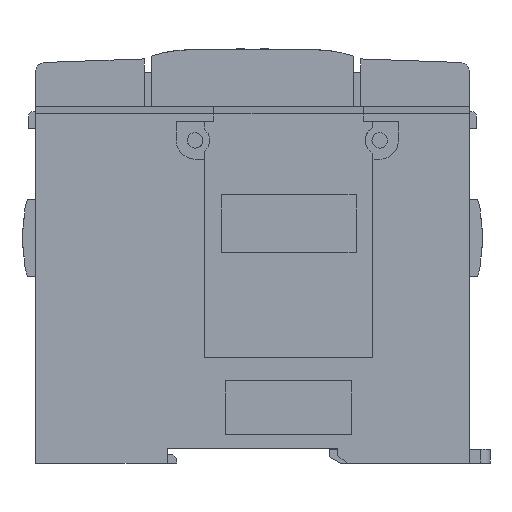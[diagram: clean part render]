
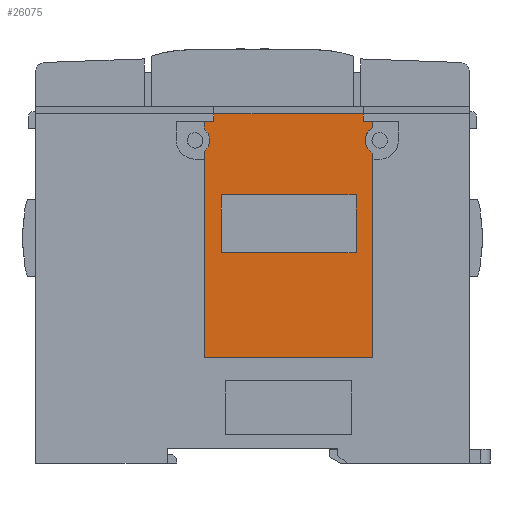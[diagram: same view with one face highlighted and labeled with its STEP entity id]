
A CAD part, left-side view. The second image highlights one B-rep face of the part: STEP entity #26075.
In plain terms, the highlighted free-form (B-spline) face has degree [1, 1] with [2, 2] control points.
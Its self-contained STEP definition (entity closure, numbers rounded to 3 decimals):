
#25408 = VERTEX_POINT('',#25409);
#25409 = CARTESIAN_POINT('',(-90.608,13.94,
    98.832));
#25416 = VERTEX_POINT('',#25417);
#25417 = CARTESIAN_POINT('',(-90.608,13.94,
    96.632));
#25422 = EDGE_CURVE('',#25408,#25416,#25423,.T.);
#25423 = B_SPLINE_CURVE_WITH_KNOTS('',1,(#25424,#25425),.UNSPECIFIED.,
  .F.,.F.,(2,2),(0.,1.),.PIECEWISE_BEZIER_KNOTS.);
#25424 = CARTESIAN_POINT('',(-90.608,13.94,
    98.832));
#25425 = CARTESIAN_POINT('',(-90.608,13.94,
    96.632));
#25438 = VERTEX_POINT('',#25439);
#25439 = CARTESIAN_POINT('',(-90.608,13.94,
    90.159));
#25444 = EDGE_CURVE('',#25416,#25438,#25445,.T.);
#25445 = ( BOUNDED_CURVE() B_SPLINE_CURVE(2,(#25446,#25447,#25448),
.UNSPECIFIED.,.F.,.F.) B_SPLINE_CURVE_WITH_KNOTS((3,3),(0.,
2.933),.PIECEWISE_BEZIER_KNOTS.) CURVE() 
GEOMETRIC_REPRESENTATION_ITEM() RATIONAL_B_SPLINE_CURVE((1.,
0.633,1.)) REPRESENTATION_ITEM('') );
#25446 = CARTESIAN_POINT('',(-90.608,13.94,
    96.632));
#25447 = CARTESIAN_POINT('',(-90.608,9.985,
    93.395));
#25448 = CARTESIAN_POINT('',(-90.608,13.94,
    90.159));
#25460 = EDGE_CURVE('',#25461,#25438,#25463,.T.);
#25461 = VERTEX_POINT('',#25462);
#25462 = CARTESIAN_POINT('',(-90.608,13.94,
    30.667));
#25463 = B_SPLINE_CURVE_WITH_KNOTS('',1,(#25464,#25465),.UNSPECIFIED.,
  .F.,.F.,(2,2),(0.,1.),.PIECEWISE_BEZIER_KNOTS.);
#25464 = CARTESIAN_POINT('',(-90.608,13.94,
    30.667));
#25465 = CARTESIAN_POINT('',(-90.608,13.94,
    90.159));
#25548 = VERTEX_POINT('',#25549);
#25549 = CARTESIAN_POINT('',(-90.608,-29.97,
    77.644));
#25556 = EDGE_CURVE('',#25557,#25548,#25559,.T.);
#25557 = VERTEX_POINT('',#25558);
#25558 = CARTESIAN_POINT('',(-90.608,9.061,
    77.644));
#25559 = B_SPLINE_CURVE_WITH_KNOTS('',1,(#25560,#25561),.UNSPECIFIED.,
  .F.,.F.,(2,2),(0.,2.8),.PIECEWISE_BEZIER_KNOTS.);
#25560 = CARTESIAN_POINT('',(-90.608,9.061,
    77.644));
#25561 = CARTESIAN_POINT('',(-90.608,-29.97,
    77.644));
#25586 = VERTEX_POINT('',#25587);
#25587 = CARTESIAN_POINT('',(-90.608,9.061,
    60.916));
#25592 = EDGE_CURVE('',#25593,#25586,#25595,.T.);
#25593 = VERTEX_POINT('',#25594);
#25594 = CARTESIAN_POINT('',(-90.608,-29.97,
    60.916));
#25595 = B_SPLINE_CURVE_WITH_KNOTS('',1,(#25596,#25597),.UNSPECIFIED.,
  .F.,.F.,(2,2),(0.,2.8),.PIECEWISE_BEZIER_KNOTS.);
#25596 = CARTESIAN_POINT('',(-90.608,-29.97,
    60.916));
#25597 = CARTESIAN_POINT('',(-90.608,9.061,
    60.916));
#25696 = EDGE_CURVE('',#25548,#25593,#25697,.T.);
#25697 = B_SPLINE_CURVE_WITH_KNOTS('',1,(#25698,#25699),.UNSPECIFIED.,
  .F.,.F.,(2,2),(0.,1.2),.PIECEWISE_BEZIER_KNOTS.);
#25698 = CARTESIAN_POINT('',(-90.608,-29.97,
    77.644));
#25699 = CARTESIAN_POINT('',(-90.608,-29.97,
    60.916));
#25760 = EDGE_CURVE('',#25586,#25557,#25761,.T.);
#25761 = B_SPLINE_CURVE_WITH_KNOTS('',1,(#25762,#25763),.UNSPECIFIED.,
  .F.,.F.,(2,2),(0.,1.2),.PIECEWISE_BEZIER_KNOTS.);
#25762 = CARTESIAN_POINT('',(-90.608,9.061,
    60.916));
#25763 = CARTESIAN_POINT('',(-90.608,9.061,
    77.644));
#25813 = VERTEX_POINT('',#25814);
#25814 = CARTESIAN_POINT('',(-90.608,-34.849,
    30.667));
#25819 = EDGE_CURVE('',#25813,#25461,#25820,.T.);
#25820 = B_SPLINE_CURVE_WITH_KNOTS('',1,(#25821,#25822),.UNSPECIFIED.,
  .F.,.F.,(2,2),(0.,6.034),.PIECEWISE_BEZIER_KNOTS.);
#25821 = CARTESIAN_POINT('',(-90.608,-34.849,
    30.667));
#25822 = CARTESIAN_POINT('',(-90.608,13.94,
    30.667));
#25835 = EDGE_CURVE('',#25836,#25813,#25838,.T.);
#25836 = VERTEX_POINT('',#25837);
#25837 = CARTESIAN_POINT('',(-90.608,-34.849,
    89.697));
#25838 = B_SPLINE_CURVE_WITH_KNOTS('',1,(#25839,#25840),.UNSPECIFIED.,
  .F.,.F.,(2,2),(0.,1.),.PIECEWISE_BEZIER_KNOTS.);
#25839 = CARTESIAN_POINT('',(-90.608,-34.849,
    89.697));
#25840 = CARTESIAN_POINT('',(-90.608,-34.849,
    30.667));
#25863 = VERTEX_POINT('',#25864);
#25864 = CARTESIAN_POINT('',(-90.608,-34.849,
    97.094));
#25869 = EDGE_CURVE('',#25836,#25863,#25870,.T.);
#25870 = ( BOUNDED_CURVE() B_SPLINE_CURVE(2,(#25871,#25872,#25873,#25874
,#25875),.UNSPECIFIED.,.F.,.F.) B_SPLINE_CURVE_WITH_KNOTS((3,2,3),(0.,
1.447,2.895),.PIECEWISE_BEZIER_KNOTS.) CURVE() 
GEOMETRIC_REPRESENTATION_ITEM() RATIONAL_B_SPLINE_CURVE((1.,
0.856,1.,0.856,1.)) REPRESENTATION_ITEM('') );
#25871 = CARTESIAN_POINT('',(-90.608,-34.849,
    89.697));
#25872 = CARTESIAN_POINT('',(-90.608,-32.619,
    90.874));
#25873 = CARTESIAN_POINT('',(-90.608,-32.619,
    93.395));
#25874 = CARTESIAN_POINT('',(-90.608,-32.619,
    95.917));
#25875 = CARTESIAN_POINT('',(-90.608,-34.849,
    97.094));
#25894 = VERTEX_POINT('',#25895);
#25895 = CARTESIAN_POINT('',(-90.608,-34.849,
    98.832));
#25900 = EDGE_CURVE('',#25863,#25894,#25901,.T.);
#25901 = B_SPLINE_CURVE_WITH_KNOTS('',1,(#25902,#25903),.UNSPECIFIED.,
  .F.,.F.,(2,2),(0.,1.),.PIECEWISE_BEZIER_KNOTS.);
#25902 = CARTESIAN_POINT('',(-90.608,-34.849,
    97.094));
#25903 = CARTESIAN_POINT('',(-90.608,-34.849,
    98.832));
#25923 = VERTEX_POINT('',#25924);
#25924 = CARTESIAN_POINT('',(-90.608,-32.061,
    98.832));
#25929 = EDGE_CURVE('',#25923,#25894,#25930,.T.);
#25930 = B_SPLINE_CURVE_WITH_KNOTS('',1,(#25931,#25932),.UNSPECIFIED.,
  .F.,.F.,(2,2),(0.,0.345),.PIECEWISE_BEZIER_KNOTS.);
#25931 = CARTESIAN_POINT('',(-90.608,-32.061,
    98.832));
#25932 = CARTESIAN_POINT('',(-90.608,-34.849,
    98.832));
#26059 = EDGE_CURVE('',#26060,#25408,#26062,.T.);
#26060 = VERTEX_POINT('',#26061);
#26061 = CARTESIAN_POINT('',(-90.608,11.152,
    98.832));
#26062 = B_SPLINE_CURVE_WITH_KNOTS('',1,(#26063,#26064),.UNSPECIFIED.,
  .F.,.F.,(2,2),(0.,0.345),.PIECEWISE_BEZIER_KNOTS.);
#26063 = CARTESIAN_POINT('',(-90.608,11.152,
    98.832));
#26064 = CARTESIAN_POINT('',(-90.608,13.94,
    98.832));
#26075 = ADVANCED_FACE('',(#26076,#26106),#26112,.T.);
#26076 = FACE_BOUND('',#26077,.T.);
#26077 = EDGE_LOOP('',(#26078,#26087,#26092,#26093,#26094,#26095,#26096,
    #26097,#26098,#26099,#26100,#26101));
#26078 = ORIENTED_EDGE('',*,*,#26079,.T.);
#26079 = EDGE_CURVE('',#26080,#26082,#26084,.T.);
#26080 = VERTEX_POINT('',#26081);
#26081 = CARTESIAN_POINT('',(-90.608,-32.061,
    101.062));
#26082 = VERTEX_POINT('',#26083);
#26083 = CARTESIAN_POINT('',(-90.608,11.152,
    101.062));
#26084 = B_SPLINE_CURVE_WITH_KNOTS('',1,(#26085,#26086),.UNSPECIFIED.,
  .F.,.F.,(2,2),(0.,20.667),.PIECEWISE_BEZIER_KNOTS.);
#26085 = CARTESIAN_POINT('',(-90.608,-32.061,
    101.062));
#26086 = CARTESIAN_POINT('',(-90.608,11.152,
    101.062));
#26087 = ORIENTED_EDGE('',*,*,#26088,.T.);
#26088 = EDGE_CURVE('',#26082,#26060,#26089,.T.);
#26089 = B_SPLINE_CURVE_WITH_KNOTS('',1,(#26090,#26091),.UNSPECIFIED.,
  .F.,.F.,(2,2),(0.484,1.),.PIECEWISE_BEZIER_KNOTS.);
#26090 = CARTESIAN_POINT('',(-90.608,11.152,
    101.062));
#26091 = CARTESIAN_POINT('',(-90.608,11.152,
    98.832));
#26092 = ORIENTED_EDGE('',*,*,#26059,.T.);
#26093 = ORIENTED_EDGE('',*,*,#25422,.T.);
#26094 = ORIENTED_EDGE('',*,*,#25444,.T.);
#26095 = ORIENTED_EDGE('',*,*,#25460,.F.);
#26096 = ORIENTED_EDGE('',*,*,#25819,.F.);
#26097 = ORIENTED_EDGE('',*,*,#25835,.F.);
#26098 = ORIENTED_EDGE('',*,*,#25869,.T.);
#26099 = ORIENTED_EDGE('',*,*,#25900,.T.);
#26100 = ORIENTED_EDGE('',*,*,#25929,.F.);
#26101 = ORIENTED_EDGE('',*,*,#26102,.T.);
#26102 = EDGE_CURVE('',#25923,#26080,#26103,.T.);
#26103 = B_SPLINE_CURVE_WITH_KNOTS('',1,(#26104,#26105),.UNSPECIFIED.,
  .F.,.F.,(2,2),(0.,0.516),.PIECEWISE_BEZIER_KNOTS.);
#26104 = CARTESIAN_POINT('',(-90.608,-32.061,
    98.832));
#26105 = CARTESIAN_POINT('',(-90.608,-32.061,
    101.062));
#26106 = FACE_BOUND('',#26107,.T.);
#26107 = EDGE_LOOP('',(#26108,#26109,#26110,#26111));
#26108 = ORIENTED_EDGE('',*,*,#25592,.T.);
#26109 = ORIENTED_EDGE('',*,*,#25760,.T.);
#26110 = ORIENTED_EDGE('',*,*,#25556,.T.);
#26111 = ORIENTED_EDGE('',*,*,#25696,.T.);
#26112 = B_SPLINE_SURFACE_WITH_KNOTS('',1,1,(
    (#26113,#26114)
    ,(#26115,#26116
    )),.UNSPECIFIED.,.F.,.F.,.F.,(2,2),(2,2),(0.,1.),(0.,1.),
  .PIECEWISE_BEZIER_KNOTS.);
#26113 = CARTESIAN_POINT('',(-90.608,25.238,
    27.043));
#26114 = CARTESIAN_POINT('',(-90.608,25.238,
    106.777));
#26115 = CARTESIAN_POINT('',(-90.608,-45.45,
    27.043));
#26116 = CARTESIAN_POINT('',(-90.608,-45.45,
    106.777));
